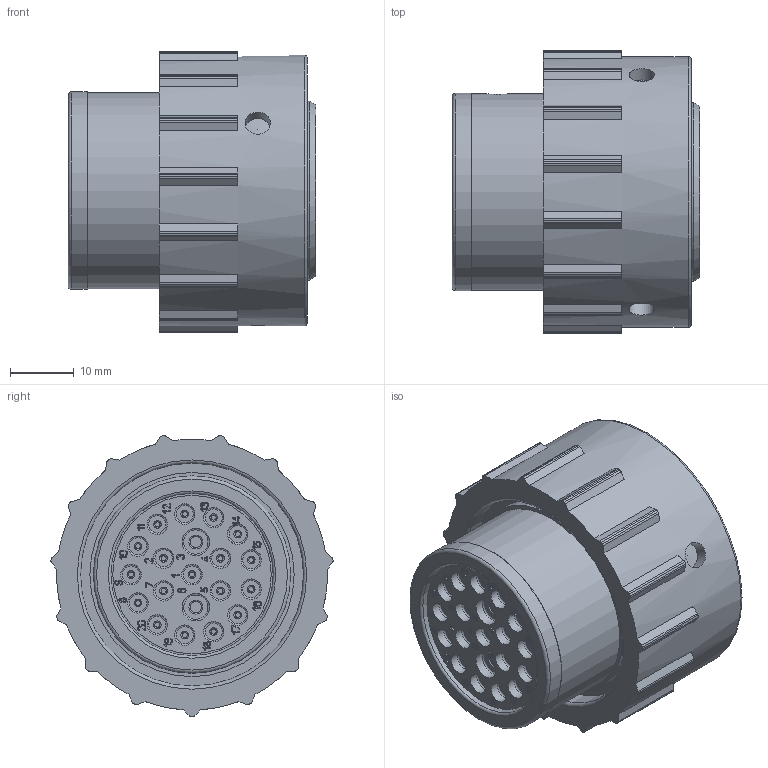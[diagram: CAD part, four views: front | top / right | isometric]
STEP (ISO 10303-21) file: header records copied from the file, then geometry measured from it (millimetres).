
FILE_DESCRIPTION(/* description */ ('STEP AP214'),/* implementation_level */ '2;1');
FILE_NAME(/* name */ 'AHDP06-18-20SN-SRA',/* time_stamp */ '2023-02-03T09:04:31+01:00',/* author */ ('License CC BY-ND 4.0'),/* organization */ ('CADENAS'),/* preprocessor_version */ 'ST-DEVELOPER v18.102',/* originating_system */ 'PARTsolutions',/* authorisation */ ' ');
FILE_SCHEMA (('AUTOMOTIVE_DESIGN {1 0 10303 214 3 1 1}'));
Length unit declared in the file: millimetre
Products named in the file (1): AHDP06-18-20SN-SRA
Bounding box: 38.8 x 44.19 x 43.96 mm (x, y, z)
Volume: 38094.5 mm3; surface area: 13202.1 mm2
Topology: 1 solids, 1 shells, 910 faces, 2197 edges, 1442 vertices
Faces by surface type: plane 558, cylinder 280, torus 45, cone 23, sphere 4
Full cylindrical faces by diameter (mm): 0.24 x2, 0.249 x2, 0.4 x2, 0.415 x2, 0.48 x4, 0.8 x18, 1.77 x2, 2.05 x18, 2.95 x2, 3 x1, 3.2 x18, 4 x3, 4.3 x2, 24.8 x1, 25 x1, 25.4 x1, 25.5 x1, 28 x1, 28.3 x1, 30.7 x1, 30.9 x1, 31.978 x1, 34.3 x1, 34.9 x1, 42.4 x1
Entity records: 31954 total; most frequent: DIRECTION 4496, CARTESIAN_POINT 4387, ORIENTED_EDGE 4030, EDGE_CURVE 2015, AXIS2_PLACEMENT_3D 1574, VERTEX_POINT 1421, LINE 1348, VECTOR 1348
